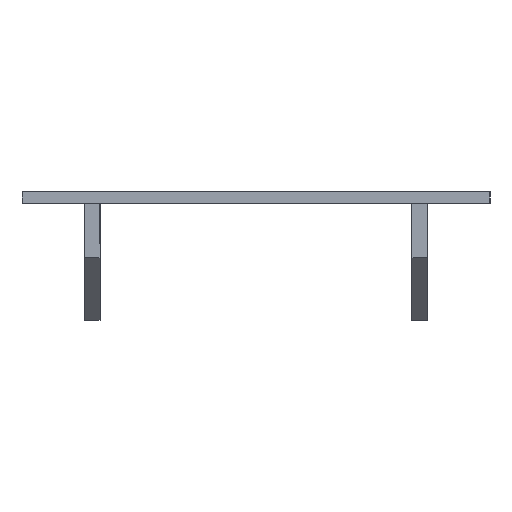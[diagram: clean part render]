
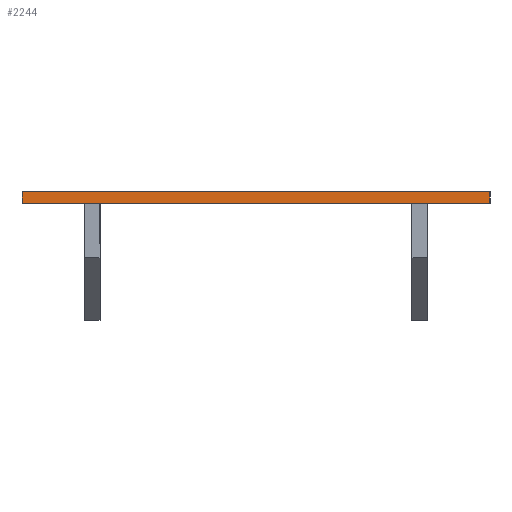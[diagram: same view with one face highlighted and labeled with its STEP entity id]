
A CAD part, left-side view. The second image highlights one B-rep face of the part: STEP entity #2244.
In plain terms, the highlighted planar face has unit normal (-1, 0, 0).
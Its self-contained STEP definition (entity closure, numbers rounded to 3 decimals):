
#470 = LINE ( 'NONE', #29628, #18319 ) ;
#677 = ORIENTED_EDGE ( 'NONE', *, *, #26116, .T. ) ;
#900 = CARTESIAN_POINT ( 'NONE',  ( -500., 30., 1.5 ) ) ;
#2244 = ADVANCED_FACE ( 'NONE', ( #13572 ), #27269, .F. ) ;
#3219 = LINE ( 'NONE', #900, #6150 ) ;
#3730 = ORIENTED_EDGE ( 'NONE', *, *, #29504, .F. ) ;
#5404 = ORIENTED_EDGE ( 'NONE', *, *, #13629, .T. ) ;
#5797 = VERTEX_POINT ( 'NONE', #25010 ) ;
#6067 = CARTESIAN_POINT ( 'NONE',  ( -500., 30., 0. ) ) ;
#6150 = VECTOR ( 'NONE', #10242, 1000. ) ;
#8484 = DIRECTION ( 'NONE',  ( 0., 0., -1. ) ) ;
#10242 = DIRECTION ( 'NONE',  ( 0., -1., 0. ) ) ;
#11246 = CARTESIAN_POINT ( 'NONE',  ( -500., 30., 1.5 ) ) ;
#13572 = FACE_OUTER_BOUND ( 'NONE', #28805, .T. ) ;
#13629 = EDGE_CURVE ( 'NONE', #16664, #19448, #18779, .T. ) ;
#13711 = CARTESIAN_POINT ( 'NONE',  ( -500., 30., 0. ) ) ;
#14960 = VECTOR ( 'NONE', #17874, 1000. ) ;
#16664 = VERTEX_POINT ( 'NONE', #27271 ) ;
#17074 = AXIS2_PLACEMENT_3D ( 'NONE', #11246, #29572, #8484 ) ;
#17172 = CARTESIAN_POINT ( 'NONE',  ( -500., -30., 0. ) ) ;
#17732 = VECTOR ( 'NONE', #27561, 1000. ) ;
#17874 = DIRECTION ( 'NONE',  ( 0., -1., 0. ) ) ;
#18319 = VECTOR ( 'NONE', #28600, 1000. ) ;
#18779 = LINE ( 'NONE', #25549, #17732 ) ;
#19023 = EDGE_CURVE ( 'NONE', #5797, #25655, #470, .T. ) ;
#19448 = VERTEX_POINT ( 'NONE', #6067 ) ;
#25010 = CARTESIAN_POINT ( 'NONE',  ( -500., -30., 1.5 ) ) ;
#25028 = ORIENTED_EDGE ( 'NONE', *, *, #19023, .F. ) ;
#25549 = CARTESIAN_POINT ( 'NONE',  ( -500., 30., 1.5 ) ) ;
#25655 = VERTEX_POINT ( 'NONE', #17172 ) ;
#26116 = EDGE_CURVE ( 'NONE', #19448, #25655, #29866, .T. ) ;
#27269 = PLANE ( 'NONE',  #17074 ) ;
#27271 = CARTESIAN_POINT ( 'NONE',  ( -500., 30., 1.5 ) ) ;
#27561 = DIRECTION ( 'NONE',  ( 0., 0., -1. ) ) ;
#28600 = DIRECTION ( 'NONE',  ( 0., 0., -1. ) ) ;
#28805 = EDGE_LOOP ( 'NONE', ( #677, #25028, #3730, #5404 ) ) ;
#29504 = EDGE_CURVE ( 'NONE', #16664, #5797, #3219, .T. ) ;
#29572 = DIRECTION ( 'NONE',  ( 1., 0., 0. ) ) ;
#29628 = CARTESIAN_POINT ( 'NONE',  ( -500., -30., 1.5 ) ) ;
#29866 = LINE ( 'NONE', #13711, #14960 ) ;
